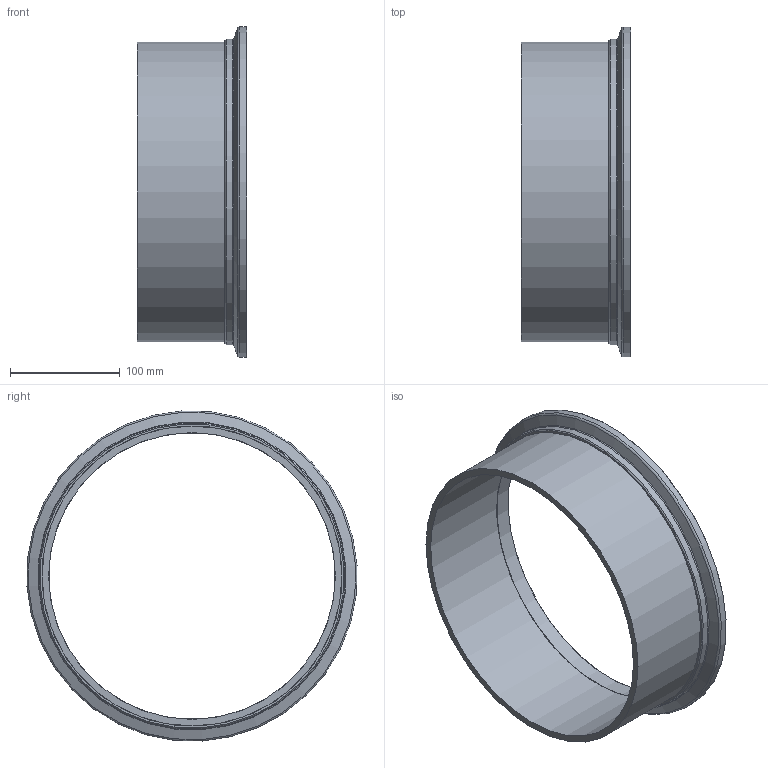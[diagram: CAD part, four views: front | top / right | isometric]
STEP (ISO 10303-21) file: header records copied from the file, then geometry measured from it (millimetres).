
FILE_DESCRIPTION(/* description */ (''),/* implementation_level */ '2;1');
FILE_NAME(/* name */ '33.250003.222.325',/* time_stamp */ '2019-06-19T11:46:28+02:00',/* author */ ('Murat Coskun Bicak'),/* organization */ ('Evac AG'),/* preprocessor_version */ 'ST-DEVELOPER v16.7',/* originating_system */ 'DEX',/* authorisation */ $);
FILE_SCHEMA (('AUTOMOTIVE_DESIGN {1 0 10303 214 3 1 1}'));
Length unit declared in the file: millimetre
Products named in the file (3): 33.250003.222.325; 33.250003.222.325-Rohr; 32.250003.210.325
Assembly tree (2 placements, depth 2):
  33.250003.222.325
    33.250003.222.325-Rohr
    32.250003.210.325
Bounding box: 100 x 300.4 x 300.4 mm (x, y, z)
Volume: 655742.1 mm3; surface area: 218064.4 mm2
Topology: 2 solids, 2 shells, 19 faces, 36 edges, 22 vertices
Faces by surface type: cylinder 6, cone 6, plane 5, torus 2
Full cylindrical faces by diameter (mm): 261 x2, 273 x2, 279 x1, 301 x1
Entity records: 468 total; most frequent: DIRECTION 82, CARTESIAN_POINT 60, AXIS2_PLACEMENT_3D 41, ORIENTED_EDGE 38, EDGE_LOOP 38, FACE_BOUND 38, EDGE_CURVE 19, VERTEX_POINT 19
